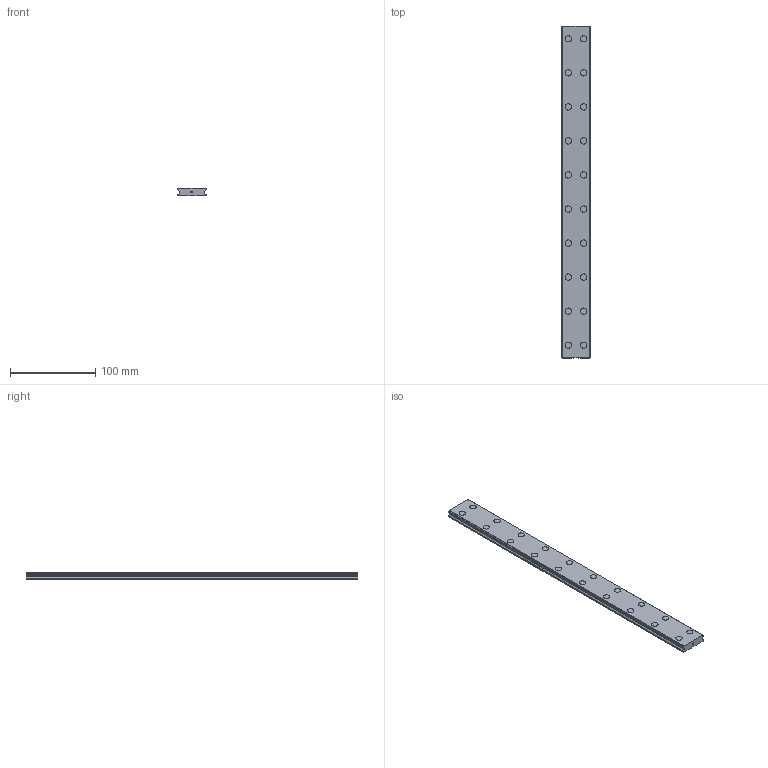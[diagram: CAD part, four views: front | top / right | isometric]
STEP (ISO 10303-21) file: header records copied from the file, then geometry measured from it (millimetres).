
FILE_DESCRIPTION(('STEP AP214'),'1');
FILE_NAME('cctmp_F63C57F6-6559-4FA1-ACE5-0312141EFFE1_2021_02_25_14_06_09_0765..stp','2021-02-25T13:06:09',('HIWIN GmbH'),('CADClick - www.CADClick.com'),'Spatial InterOp 3D',' ','unknown authorization');
FILE_SCHEMA(('AUTOMOTIVE_DESIGN'));
Length unit declared in the file: millimetre
Products named in the file (1): WER17R390H_FILE
Bounding box: 33 x 390 x 9.3 mm (x, y, z)
Volume: 107585.1 mm3; surface area: 38738.2 mm2
Topology: 1 solids, 1 shells, 283 faces, 651 edges, 434 vertices
Faces by surface type: plane 145, cylinder 138
Entity records: 10389 total; most frequent: DIRECTION 1495, CARTESIAN_POINT 1369, ORIENTED_EDGE 1302, EDGE_CURVE 651, AXIS2_PLACEMENT_3D 560, VERTEX_POINT 434, LINE 375, VECTOR 375
